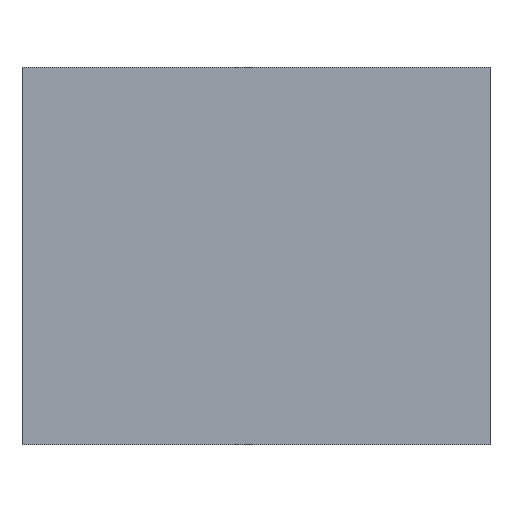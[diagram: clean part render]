
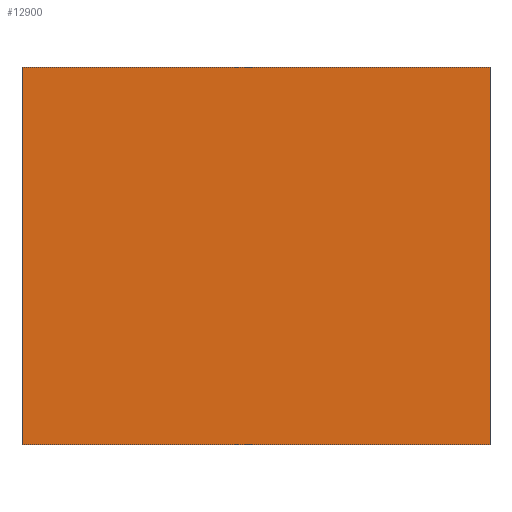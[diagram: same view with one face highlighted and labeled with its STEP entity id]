
A CAD part, top view. The second image highlights one B-rep face of the part: STEP entity #12900.
In plain terms, the highlighted face is planar.
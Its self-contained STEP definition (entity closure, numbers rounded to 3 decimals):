
#12432=DIRECTION('',(1.,0.,0.));
#12433=VECTOR('',#12432,80.6);
#12434=CARTESIAN_POINT('',(-40.3,2.1,50.));
#12435=LINE('',#12434,#12433);
#12508=DIRECTION('',(1.,0.,0.));
#12509=VECTOR('',#12508,80.6);
#12510=CARTESIAN_POINT('',(-40.3,2.1,-50.));
#12511=LINE('',#12510,#12509);
#12512=DIRECTION('',(0.,0.,1.));
#12513=VECTOR('',#12512,100.);
#12514=CARTESIAN_POINT('',(40.3,2.1,-50.));
#12515=LINE('',#12514,#12513);
#12520=DIRECTION('',(0.,0.,1.));
#12521=VECTOR('',#12520,100.);
#12522=CARTESIAN_POINT('',(-40.3,2.1,-50.));
#12523=LINE('',#12522,#12521);
#12642=CARTESIAN_POINT('',(40.3,2.1,-50.));
#12643=CARTESIAN_POINT('',(40.3,2.1,50.));
#12644=VERTEX_POINT('',#12642);
#12645=VERTEX_POINT('',#12643);
#12646=CARTESIAN_POINT('',(-40.3,2.1,-50.));
#12647=CARTESIAN_POINT('',(-40.3,2.1,50.));
#12648=VERTEX_POINT('',#12646);
#12649=VERTEX_POINT('',#12647);
#12888=CARTESIAN_POINT('',(-38.5,2.1,-50.));
#12889=DIRECTION('',(0.,1.,0.));
#12890=DIRECTION('',(-1.,0.,0.));
#12891=AXIS2_PLACEMENT_3D('',#12888,#12889,#12890);
#12892=PLANE('',#12891);
#12893=ORIENTED_EDGE('',*,*,#12765,.F.);
#12895=ORIENTED_EDGE('',*,*,#12894,.F.);
#12896=ORIENTED_EDGE('',*,*,#12697,.T.);
#12897=ORIENTED_EDGE('',*,*,#12883,.T.);
#12898=EDGE_LOOP('',(#12893,#12895,#12896,#12897));
#12899=FACE_OUTER_BOUND('',#12898,.F.);
#12697=EDGE_CURVE('',#12648,#12644,#12511,.T.);
#12765=EDGE_CURVE('',#12649,#12645,#12435,.T.);
#12883=EDGE_CURVE('',#12644,#12645,#12515,.T.);
#12894=EDGE_CURVE('',#12648,#12649,#12523,.T.);
#12900=ADVANCED_FACE('',(#12899),#12892,.T.);
